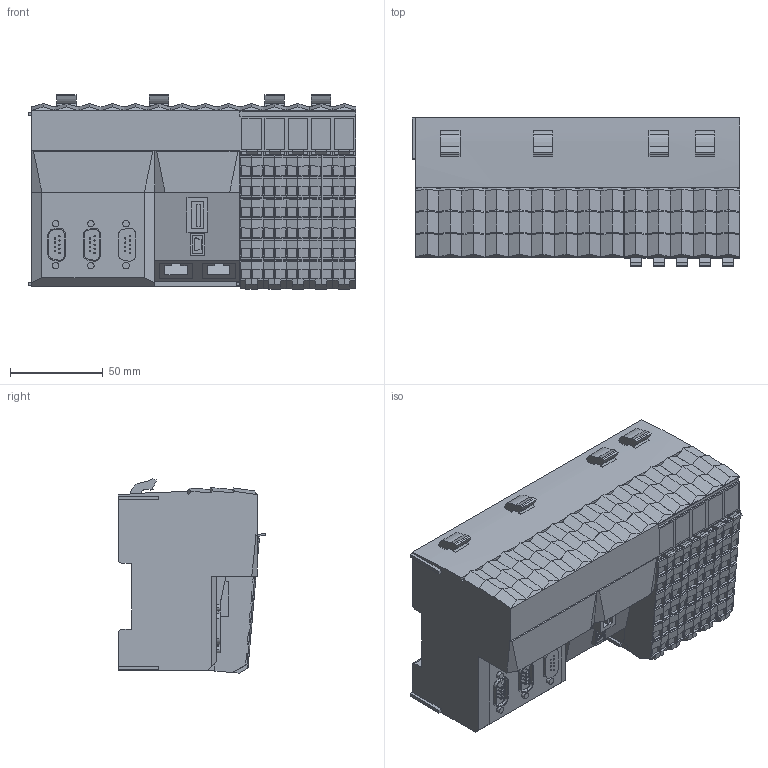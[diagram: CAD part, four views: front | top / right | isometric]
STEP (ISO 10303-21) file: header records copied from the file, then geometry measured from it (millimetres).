
FILE_DESCRIPTION(('starvars output'),'2;1');
FILE_NAME('LMC058LF42_3D.stp','10:44:17 2020/04/01',( 'Thomas Industrial Network Germany GmbH'),( 'Thomas Industrial Network Germany GmbH'),'unknown preprocess','ACIS' ,'unknown authorization');
FILE_SCHEMA(('CONFIG_CONTROL_DESIGN {UNKNOWN IMPLEMENTATION LEVEL}'));
Length unit declared in the file: millimetre
Products named in the file (1): PRODUCT_ID_10
Bounding box: 176.8 x 79.86 x 104.84 mm (x, y, z)
Volume: 1070910.7 mm3; surface area: 97869.2 mm2
Topology: 1 solids, 1 shells, 1297 faces, 3359 edges, 2186 vertices
Faces by surface type: plane 1182, cylinder 115
Entity records: 37502 total; most frequent: ORIENTED_EDGE 6718, CARTESIAN_POINT 6547, DIRECTION 5742, EDGE_CURVE 3359, VECTOR 2980, LINE 2980, VERTEX_POINT 2186, EDGE_LOOP 1419
